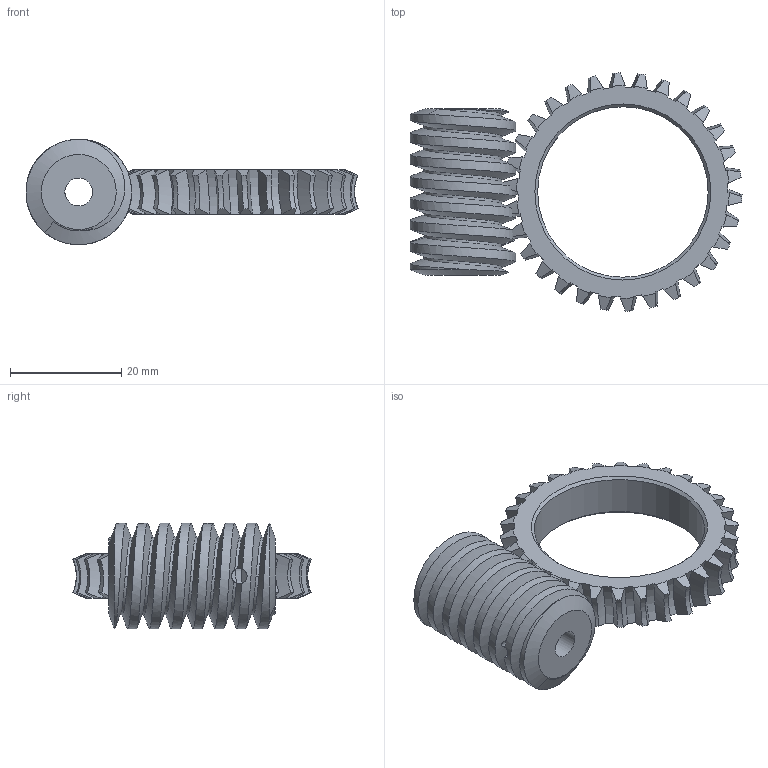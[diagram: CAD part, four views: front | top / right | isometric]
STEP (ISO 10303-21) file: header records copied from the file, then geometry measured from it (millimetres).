
FILE_DESCRIPTION(/* description */ (''),/* implementation_level */ '2;1');
FILE_NAME(/* name */ 'Schneckenrder2.stp',/* time_stamp */ '2024-05-28T13:52:26+02:00',/* author */ ('diederichbenedict'),/* organization */ (''),/* preprocessor_version */ 'ST-DEVELOPER v20',/* originating_system */ 'Autodesk Inventor 2024',/* authorisation */ '');
FILE_SCHEMA (('AUTOMOTIVE_DESIGN { 1 0 10303 214 3 1 1 }'));
Length unit declared in the file: millimetre
Products named in the file (3): Schneckenräder; Schnecke; Schneckenrad
Assembly tree (2 placements, depth 2):
  Schneckenräder
    Schnecke
    Schneckenrad
Bounding box: 59.77 x 42.89 x 19 mm (x, y, z)
Volume: 9839.7 mm3; surface area: 7433.6 mm2
Topology: 2 solids, 2 shells, 212 faces, 631 edges, 421 vertices
Faces by surface type: cone 124, cylinder 50, torus 30, bspline 4, plane 4
Full cylindrical faces by diameter (mm): 2.8 x2, 5 x1, 14 x4, 19 x6, 30.7 x1
Entity records: 9660 total; most frequent: CARTESIAN_POINT 4436, ORIENTED_EDGE 1262, DIRECTION 953, EDGE_CURVE 631, AXIS2_PLACEMENT_3D 466, VERTEX_POINT 421, B_SPLINE_CURVE_WITH_KNOTS 237, EDGE_LOOP 218
